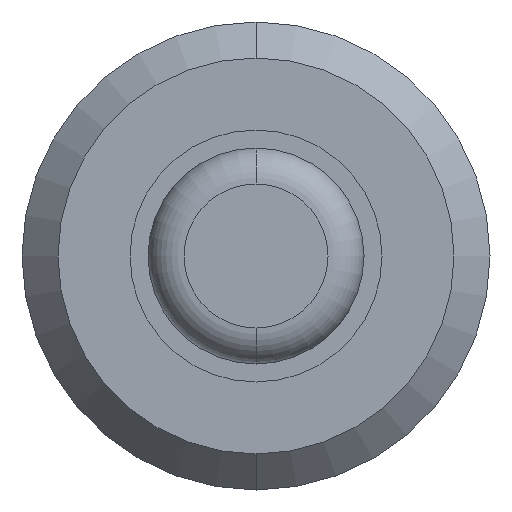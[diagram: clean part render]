
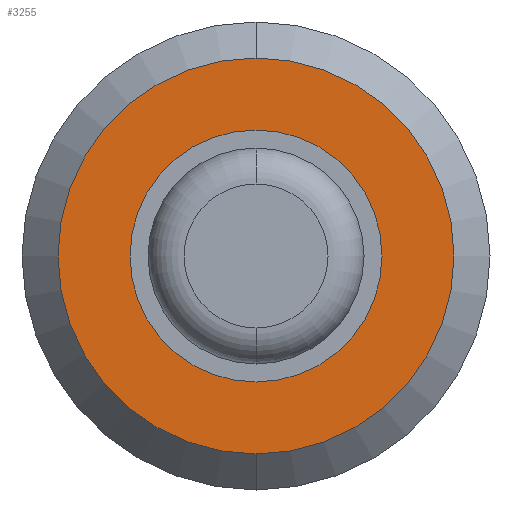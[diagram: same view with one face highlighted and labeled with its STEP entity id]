
A CAD part, front view. The second image highlights one B-rep face of the part: STEP entity #3255.
In plain terms, the highlighted planar face has unit normal (0, -1, 0).
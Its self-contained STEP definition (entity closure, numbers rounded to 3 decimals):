
#251 = DIRECTION ( 'NONE',  ( 0., 1., 0. ) ) ;
#351 = VERTEX_POINT ( 'NONE', #2138 ) ;
#902 = CIRCLE ( 'NONE', #4214, 2.75 ) ;
#997 = EDGE_CURVE ( 'Defeature ausgef�hrt1_9+Defeature ausgef�hrt1_11+Defeature ausgef�hrt1_11+Defeature ausgef�hrt1_11', #4196, #3795, #902, .T. ) ;
#1098 = EDGE_CURVE ( 'Defeature ausgef�hrt1_9+Defeature ausgef�hrt1_10+Defeature ausgef�hrt1_10+Defeature ausgef�hrt1_10', #351, #2509, #3644, .T. ) ;
#1194 = DIRECTION ( 'NONE',  ( 0., 0., -1. ) ) ;
#1485 = CARTESIAN_POINT ( 'NONE',  ( 0., 25.3, 2.75 ) ) ;
#1538 = CARTESIAN_POINT ( 'NONE',  ( -3.25, 25.3, 0. ) ) ;
#1546 = CARTESIAN_POINT ( 'NONE',  ( 0., 25.3, 0. ) ) ;
#1552 = PLANE ( 'NONE',  #3394 ) ;
#1569 = DIRECTION ( 'NONE',  ( 0., 0., -1. ) ) ;
#1673 = AXIS2_PLACEMENT_3D ( 'NONE', #1546, #4297, #1569 ) ;
#1722 = AXIS2_PLACEMENT_3D ( 'NONE', #2817, #3665, #4374 ) ;
#1766 = CARTESIAN_POINT ( 'NONE',  ( 0., 25.3, 0. ) ) ;
#1988 = EDGE_LOOP ( 'NONE', ( #3719, #3792 ) ) ;
#2110 = DIRECTION ( 'NONE',  ( 0., 0., -1. ) ) ;
#2138 = CARTESIAN_POINT ( 'NONE',  ( 0., 25.3, 0.9 ) ) ;
#2170 = AXIS2_PLACEMENT_3D ( 'NONE', #2317, #251, #4362 ) ;
#2211 = DIRECTION ( 'NONE',  ( 0., -1., 0. ) ) ;
#2246 = CIRCLE ( 'NONE', #1673, 2.75 ) ;
#2317 = CARTESIAN_POINT ( 'NONE',  ( 0., 25.3, 0. ) ) ;
#2509 = VERTEX_POINT ( 'NONE', #3393 ) ;
#2817 = CARTESIAN_POINT ( 'NONE',  ( 0., 25.3, 0. ) ) ;
#3035 = ORIENTED_EDGE ( 'NONE', *, *, #1098, .T. ) ;
#3155 = CIRCLE ( 'NONE', #2170, 0.9 ) ;
#3255 = ADVANCED_FACE ( 'Defeature ausgef�hrt1_9', ( #3540, #3308 ), #1552, .T. ) ;
#3303 = EDGE_LOOP ( 'NONE', ( #3035, #3634 ) ) ;
#3308 = FACE_BOUND ( 'NONE', #3303, .T. ) ;
#3393 = CARTESIAN_POINT ( 'NONE',  ( 0., 25.3, -0.9 ) ) ;
#3394 = AXIS2_PLACEMENT_3D ( 'NONE', #1538, #2211, #1194 ) ;
#3540 = FACE_OUTER_BOUND ( 'NONE', #1988, .T. ) ;
#3634 = ORIENTED_EDGE ( 'NONE', *, *, #4274, .T. ) ;
#3644 = CIRCLE ( 'NONE', #1722, 0.9 ) ;
#3665 = DIRECTION ( 'NONE',  ( 0., 1., 0. ) ) ;
#3719 = ORIENTED_EDGE ( 'NONE', *, *, #4378, .T. ) ;
#3792 = ORIENTED_EDGE ( 'NONE', *, *, #997, .T. ) ;
#3795 = VERTEX_POINT ( 'NONE', #1485 ) ;
#4014 = CARTESIAN_POINT ( 'NONE',  ( 0., 25.3, -2.75 ) ) ;
#4184 = DIRECTION ( 'NONE',  ( 0., -1., 0. ) ) ;
#4196 = VERTEX_POINT ( 'NONE', #4014 ) ;
#4214 = AXIS2_PLACEMENT_3D ( 'NONE', #1766, #4184, #2110 ) ;
#4274 = EDGE_CURVE ( 'Defeature ausgef�hrt1_9+Defeature ausgef�hrt1_10+Defeature ausgef�hrt1_10+Defeature ausgef�hrt1_10', #2509, #351, #3155, .T. ) ;
#4297 = DIRECTION ( 'NONE',  ( 0., -1., 0. ) ) ;
#4362 = DIRECTION ( 'NONE',  ( 0., 0., 1. ) ) ;
#4374 = DIRECTION ( 'NONE',  ( 0., 0., 1. ) ) ;
#4378 = EDGE_CURVE ( 'Defeature ausgef�hrt1_9+Defeature ausgef�hrt1_11+Defeature ausgef�hrt1_11+Defeature ausgef�hrt1_11', #3795, #4196, #2246, .T. ) ;
